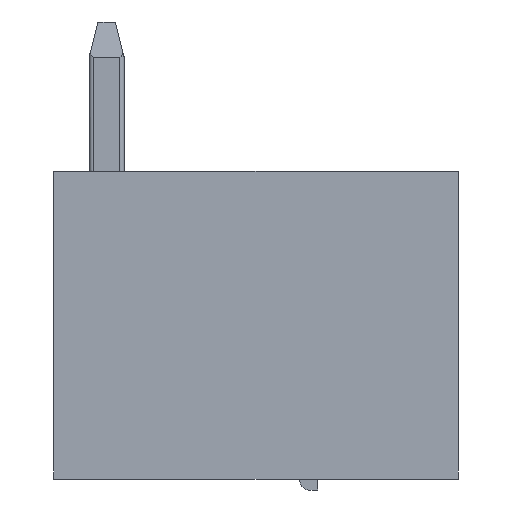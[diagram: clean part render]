
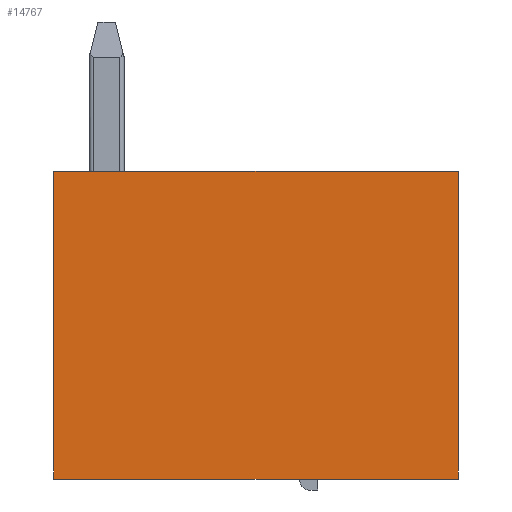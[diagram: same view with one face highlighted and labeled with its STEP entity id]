
A CAD part, front view. The second image highlights one B-rep face of the part: STEP entity #14767.
In plain terms, the highlighted planar face has unit normal (0, -1, 0).
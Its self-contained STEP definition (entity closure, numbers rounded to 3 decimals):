
#74=DIRECTION('',(0.,0.,1.));
#75=VECTOR('',#74,7.);
#76=CARTESIAN_POINT('',(0.,-4.51,-7.));
#77=LINE('',#76,#75);
#659=DIRECTION('',(0.,0.,1.));
#660=VECTOR('',#659,7.);
#661=CARTESIAN_POINT('',(9.2,-4.51,-7.));
#662=LINE('',#661,#660);
#4684=DIRECTION('',(-1.,0.,0.));
#4685=VECTOR('',#4684,9.2);
#4686=CARTESIAN_POINT('',(9.2,-4.51,0.));
#4687=LINE('',#4686,#4685);
#5077=DIRECTION('',(-1.,0.,0.));
#5078=VECTOR('',#5077,9.2);
#5079=CARTESIAN_POINT('',(9.2,-4.51,-7.));
#5080=LINE('',#5079,#5078);
#7076=CARTESIAN_POINT('',(9.2,-4.51,-7.));
#7077=CARTESIAN_POINT('',(9.2,-4.51,0.));
#7078=VERTEX_POINT('',#7076);
#7079=VERTEX_POINT('',#7077);
#7084=CARTESIAN_POINT('',(0.,-4.51,-7.));
#7085=CARTESIAN_POINT('',(0.,-4.51,0.));
#7086=VERTEX_POINT('',#7084);
#7087=VERTEX_POINT('',#7085);
#14756=CARTESIAN_POINT('',(9.2,-4.51,-7.));
#14757=DIRECTION('',(0.,1.,0.));
#14758=DIRECTION('',(0.,0.,1.));
#14759=AXIS2_PLACEMENT_3D('',#14756,#14757,#14758);
#14760=PLANE('',#14759);
#14761=ORIENTED_EDGE('',*,*,#8188,.F.);
#14762=ORIENTED_EDGE('',*,*,#8016,.T.);
#14763=ORIENTED_EDGE('',*,*,#8053,.T.);
#14764=ORIENTED_EDGE('',*,*,#14536,.F.);
#14765=EDGE_LOOP('',(#14761,#14762,#14763,#14764));
#14766=FACE_OUTER_BOUND('',#14765,.F.);
#14767=ADVANCED_FACE('',(#14766),#14760,.F.);
#8016=EDGE_CURVE('',#7078,#7086,#5080,.T.);
#8053=EDGE_CURVE('',#7086,#7087,#77,.T.);
#8188=EDGE_CURVE('',#7078,#7079,#662,.T.);
#14536=EDGE_CURVE('',#7079,#7087,#4687,.T.);
